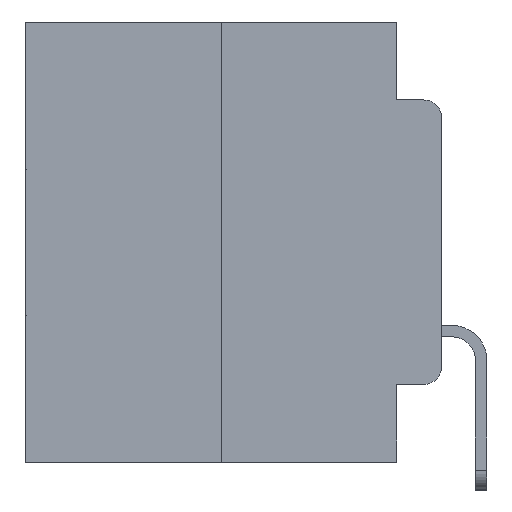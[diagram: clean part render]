
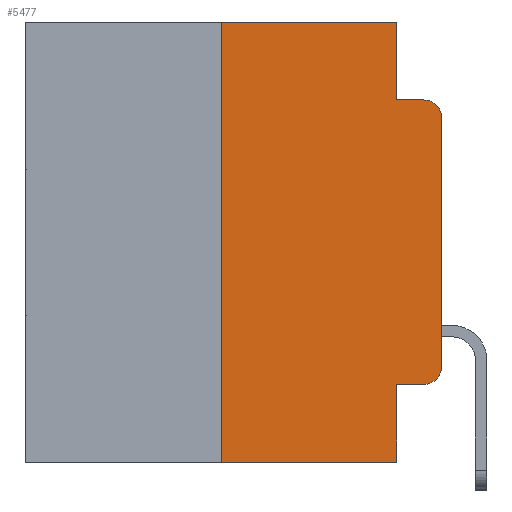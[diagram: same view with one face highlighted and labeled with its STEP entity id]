
A CAD part, left-side view. The second image highlights one B-rep face of the part: STEP entity #5477.
In plain terms, the highlighted planar face has unit normal (-1, 0, 0).
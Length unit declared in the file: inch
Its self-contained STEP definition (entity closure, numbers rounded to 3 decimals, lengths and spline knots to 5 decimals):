
#205 = LINE ( 'NONE', #17204, #27353 ) ;
#505 = VERTEX_POINT ( 'NONE', #3376 ) ;
#628 = DIRECTION ( 'NONE',  ( 0., -1., 0. ) ) ;
#726 = CARTESIAN_POINT ( 'NONE',  ( 0., 0., 0. ) ) ;
#1152 = EDGE_CURVE ( 'NONE', #14868, #8903, #16902, .T. ) ;
#1357 = VERTEX_POINT ( 'NONE', #18233 ) ;
#1402 = ORIENTED_EDGE ( 'NONE', *, *, #18673, .F. ) ;
#2415 = DIRECTION ( 'NONE',  ( 0., 0., 1. ) ) ;
#2504 = ORIENTED_EDGE ( 'NONE', *, *, #13856, .T. ) ;
#2830 = CARTESIAN_POINT ( 'NONE',  ( 0., 0.051, 0. ) ) ;
#3130 = ORIENTED_EDGE ( 'NONE', *, *, #1152, .F. ) ;
#3371 = VECTOR ( 'NONE', #10099, 39.37008 ) ;
#3376 = CARTESIAN_POINT ( 'NONE',  ( 0., 0.25, 0. ) ) ;
#3674 = VERTEX_POINT ( 'NONE', #5780 ) ;
#4123 = DIRECTION ( 'NONE',  ( 0., -1., 0. ) ) ;
#4143 = LINE ( 'NONE', #20451, #3371 ) ;
#4289 = ORIENTED_EDGE ( 'NONE', *, *, #7518, .T. ) ;
#4422 = FACE_OUTER_BOUND ( 'NONE', #13428, .T. ) ;
#4627 = ORIENTED_EDGE ( 'NONE', *, *, #13982, .F. ) ;
#4646 = ORIENTED_EDGE ( 'NONE', *, *, #6009, .T. ) ;
#4842 = CARTESIAN_POINT ( 'NONE',  ( 0., 0.02, -0.1085 ) ) ;
#5012 = EDGE_CURVE ( 'NONE', #3674, #25176, #8762, .T. ) ;
#5102 = ORIENTED_EDGE ( 'NONE', *, *, #6573, .T. ) ;
#5175 = VECTOR ( 'NONE', #2415, 39.37008 ) ;
#5426 = CARTESIAN_POINT ( 'NONE',  ( 0., 0.473, 0. ) ) ;
#5477 = ADVANCED_FACE ( 'NONE', ( #4422 ), #14273, .F. ) ;
#5780 = CARTESIAN_POINT ( 'NONE',  ( 0., 0.051, -0.4115 ) ) ;
#6009 = EDGE_CURVE ( 'NONE', #17839, #8457, #18270, .T. ) ;
#6043 = CARTESIAN_POINT ( 'NONE',  ( 0., 0., -0.3915 ) ) ;
#6573 = EDGE_CURVE ( 'NONE', #25176, #17839, #7244, .T. ) ;
#6824 = ORIENTED_EDGE ( 'NONE', *, *, #5012, .T. ) ;
#7166 = DIRECTION ( 'NONE',  ( 0., 0., -1. ) ) ;
#7244 = CIRCLE ( 'NONE', #9498, 0.02 ) ;
#7518 = EDGE_CURVE ( 'NONE', #8457, #13483, #26583, .T. ) ;
#7767 = ORIENTED_EDGE ( 'NONE', *, *, #15326, .F. ) ;
#8457 = VERTEX_POINT ( 'NONE', #9803 ) ;
#8665 = ORIENTED_EDGE ( 'NONE', *, *, #27411, .F. ) ;
#8762 = LINE ( 'NONE', #9964, #24585 ) ;
#8903 = VERTEX_POINT ( 'NONE', #17803 ) ;
#9355 = CARTESIAN_POINT ( 'NONE',  ( 0., 0.25, 0. ) ) ;
#9364 = VERTEX_POINT ( 'NONE', #10405 ) ;
#9498 = AXIS2_PLACEMENT_3D ( 'NONE', #12706, #26816, #14823 ) ;
#9803 = CARTESIAN_POINT ( 'NONE',  ( 0., 0., -0.1085 ) ) ;
#9964 = CARTESIAN_POINT ( 'NONE',  ( 0., 0.051, -0.4115 ) ) ;
#10001 = DIRECTION ( 'NONE',  ( 0., 0., -1. ) ) ;
#10099 = DIRECTION ( 'NONE',  ( 0., -1., 0. ) ) ;
#10405 = CARTESIAN_POINT ( 'NONE',  ( 0., 0.051, -0.5 ) ) ;
#11210 = LINE ( 'NONE', #9355, #5175 ) ;
#11362 = VECTOR ( 'NONE', #20592, 39.37008 ) ;
#12068 = CARTESIAN_POINT ( 'NONE',  ( 0., 0.051, -0.0885 ) ) ;
#12250 = DIRECTION ( 'NONE',  ( 0., 0., 1. ) ) ;
#12491 = LINE ( 'NONE', #12068, #17365 ) ;
#12706 = CARTESIAN_POINT ( 'NONE',  ( 0., 0.02, -0.3915 ) ) ;
#13428 = EDGE_LOOP ( 'NONE', ( #4646, #4289, #8665, #3130, #1402, #4627, #2504, #7767, #6824, #5102 ) ) ;
#13483 = VERTEX_POINT ( 'NONE', #17704 ) ;
#13856 = EDGE_CURVE ( 'NONE', #1357, #9364, #16432, .T. ) ;
#13982 = EDGE_CURVE ( 'NONE', #1357, #505, #11210, .T. ) ;
#14273 = PLANE ( 'NONE',  #21471 ) ;
#14823 = DIRECTION ( 'NONE',  ( 0., 0., -1. ) ) ;
#14868 = VERTEX_POINT ( 'NONE', #26215 ) ;
#15326 = EDGE_CURVE ( 'NONE', #3674, #9364, #205, .T. ) ;
#16432 = LINE ( 'NONE', #19231, #27080 ) ;
#16902 = LINE ( 'NONE', #2830, #11362 ) ;
#17204 = CARTESIAN_POINT ( 'NONE',  ( 0., 0.051, 0. ) ) ;
#17365 = VECTOR ( 'NONE', #628, 39.37008 ) ;
#17704 = CARTESIAN_POINT ( 'NONE',  ( 0., 0.02, -0.0885 ) ) ;
#17803 = CARTESIAN_POINT ( 'NONE',  ( 0., 0.051, -0.0885 ) ) ;
#17839 = VERTEX_POINT ( 'NONE', #6043 ) ;
#18233 = CARTESIAN_POINT ( 'NONE',  ( 0., 0.25, -0.5 ) ) ;
#18270 = LINE ( 'NONE', #726, #23042 ) ;
#18673 = EDGE_CURVE ( 'NONE', #505, #14868, #4143, .T. ) ;
#18823 = CARTESIAN_POINT ( 'NONE',  ( 0., 0.02, -0.4115 ) ) ;
#19231 = CARTESIAN_POINT ( 'NONE',  ( 0., 0.473, -0.5 ) ) ;
#19849 = DIRECTION ( 'NONE',  ( -1., 0., 0. ) ) ;
#20451 = CARTESIAN_POINT ( 'NONE',  ( 0., 0.473, 0. ) ) ;
#20592 = DIRECTION ( 'NONE',  ( 0., 0., -1. ) ) ;
#20931 = DIRECTION ( 'NONE',  ( 0., -1., 0. ) ) ;
#21471 = AXIS2_PLACEMENT_3D ( 'NONE', #5426, #22402, #10001 ) ;
#22402 = DIRECTION ( 'NONE',  ( 1., 0., 0. ) ) ;
#23042 = VECTOR ( 'NONE', #12250, 39.37008 ) ;
#24585 = VECTOR ( 'NONE', #20931, 39.37008 ) ;
#25176 = VERTEX_POINT ( 'NONE', #18823 ) ;
#25214 = AXIS2_PLACEMENT_3D ( 'NONE', #4842, #19849, #7166 ) ;
#25268 = DIRECTION ( 'NONE',  ( 0., 0., -1. ) ) ;
#26215 = CARTESIAN_POINT ( 'NONE',  ( 0., 0.051, 0. ) ) ;
#26583 = CIRCLE ( 'NONE', #25214, 0.02 ) ;
#26816 = DIRECTION ( 'NONE',  ( -1., 0., 0. ) ) ;
#27080 = VECTOR ( 'NONE', #4123, 39.37008 ) ;
#27353 = VECTOR ( 'NONE', #25268, 39.37008 ) ;
#27411 = EDGE_CURVE ( 'NONE', #8903, #13483, #12491, .T. ) ;
